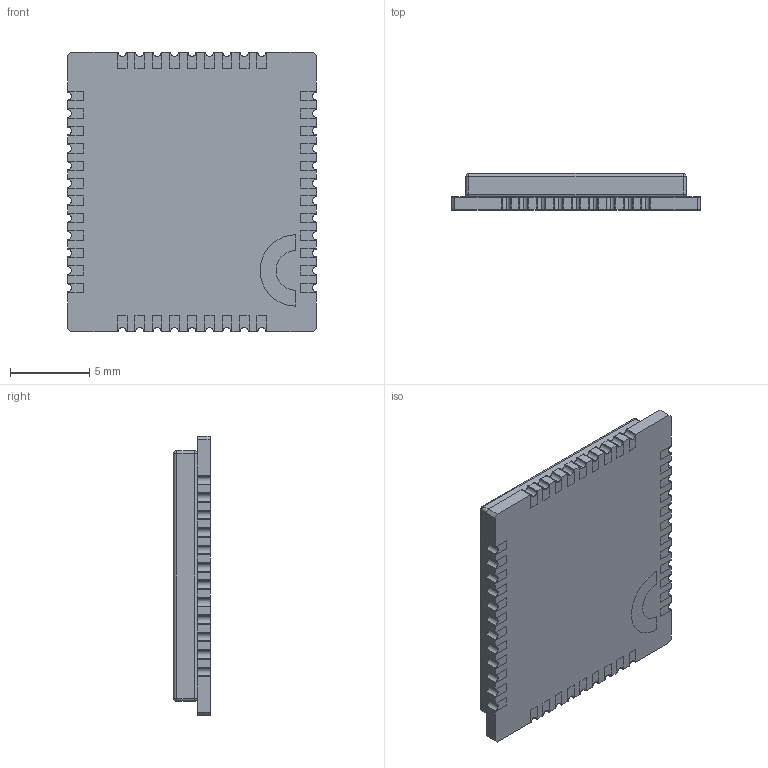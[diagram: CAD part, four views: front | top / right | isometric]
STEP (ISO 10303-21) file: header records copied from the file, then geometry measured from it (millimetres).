
FILE_DESCRIPTION (( 'STEP AP214' ), '1' );
FILE_NAME ('User Library-SIM800C.STEP', '2016-08-30T07:56:47', ( 'Windows User' ), ( '' ), 'SwSTEP 2.0', 'SolidWorks 2016', '' );
FILE_SCHEMA (( 'AUTOMOTIVE_DESIGN' ));
Length unit declared in the file: millimetre
Products named in the file (1): User Library-SIM800C
Bounding box: 15.7 x 2.31 x 17.6 mm (x, y, z)
Volume: 568 mm3; surface area: 1310.5 mm2
Topology: 45 solids, 45 shells, 623 faces, 1547 edges, 1018 vertices
Faces by surface type: plane 402, cylinder 118, bspline 95, sphere 8
Entity records: 28566 total; most frequent: CARTESIAN_POINT 6892, ORIENTED_EDGE 3078, DIRECTION 2643, EDGE_CURVE 1539, VECTOR 1113, LINE 1113, VERTEX_POINT 1018, AXIS2_PLACEMENT_3D 765
